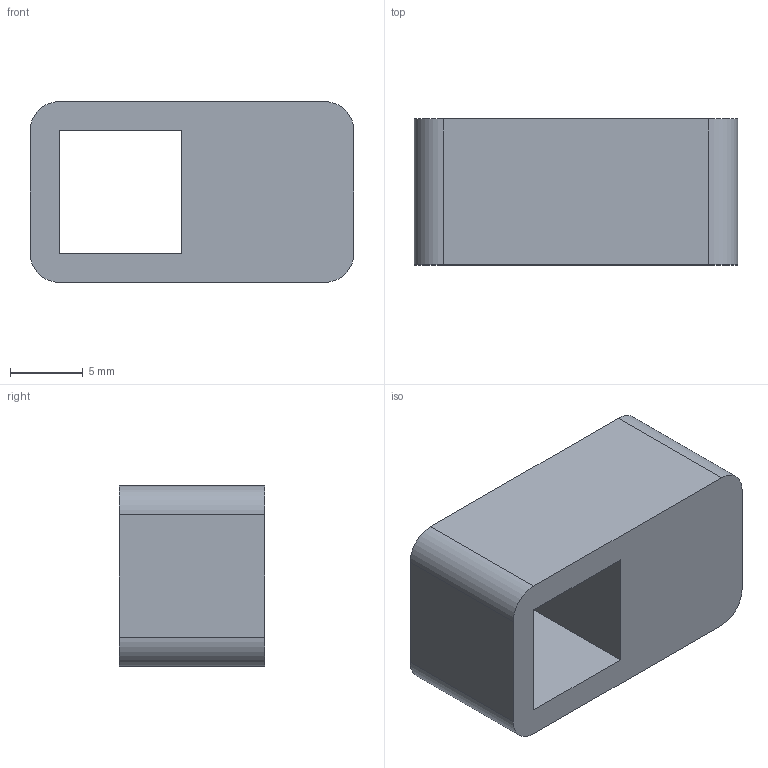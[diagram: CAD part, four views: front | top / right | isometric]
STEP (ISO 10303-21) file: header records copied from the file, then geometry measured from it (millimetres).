
FILE_DESCRIPTION(('FreeCAD Model'),'2;1');
FILE_NAME('paper roller lever 2.step', '2017-10-18T17:49:36',('Author'),(''), 'Open CASCADE STEP processor 6.8','FreeCAD','Unknown');
FILE_SCHEMA(('AUTOMOTIVE_DESIGN_CC2 { 1 2 10303 214 -1 1 5 4 }'));
Length unit declared in the file: millimetre
Products named in the file (2): ASSEMBLY; Fillet021007
Assembly tree (1 placements, depth 2):
  ASSEMBLY
    Fillet021007
Bounding box: 22.2 x 10 x 12.4 mm (x, y, z)
Volume: 2008.7 mm3; surface area: 1392.3 mm2
Topology: 1 solids, 1 shells, 15 faces, 41 edges, 28 vertices
Faces by surface type: plane 11, cylinder 4
Entity records: 1073 total; most frequent: CARTESIAN_POINT 204, DIRECTION 159, LINE 107, VECTOR 107, ORIENTED_EDGE 82, PCURVE 82, DEFINITIONAL_REPRESENTATION 82, EDGE_CURVE 41
